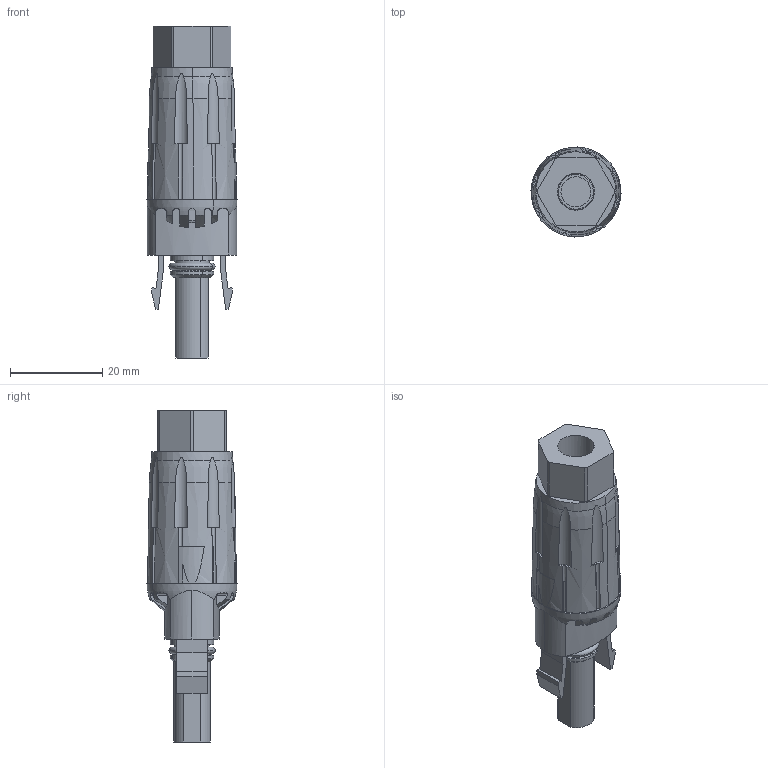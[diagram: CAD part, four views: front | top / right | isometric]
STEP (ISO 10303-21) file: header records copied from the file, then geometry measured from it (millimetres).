
FILE_DESCRIPTION(('CATIA V5 STEP Exchange','CAx-IF Rec.Pracs.--- Model Styling and Organization---1.5--- 2016-08-15','CAx-IF Rec.Pracs.---Supplemental Geometry---1.0---2011-11-01','CAx-IF Rec.Pracs.--- Composite Materials ---1.1---2010-07-15'),'2;1');
FILE_NAME ('2026080-2_1', '2024-12-12T06:52:40+00:00', ('none'), ('Weidmueller'), 'CATIA Version 5-6 Release 2022 SP4 HF5', 'CATIA V5 STEP AP214 v3', 'none');
FILE_SCHEMA(('AUTOMOTIVE_DESIGN { 1 0 10303 214 1 1 1 1 }'));
Length unit declared in the file: millimetre
Products named in the file (1): 3035650000
Bounding box: 19.5 x 19.5 x 71.9 mm (x, y, z)
Volume: 11036.6 mm3; surface area: 7994.1 mm2
Topology: 1 solids, 3 shells, 271 faces, 732 edges, 478 vertices
Faces by surface type: plane 99, cylinder 94, cone 36, revolution 22, torus 20
Entity records: 8693 total; most frequent: CARTESIAN_POINT 2519, ORIENTED_EDGE 1464, DIRECTION 790, EDGE_CURVE 732, VERTEX_POINT 478, AXIS2_PLACEMENT_3D 426, CIRCLE 304, EDGE_LOOP 290
